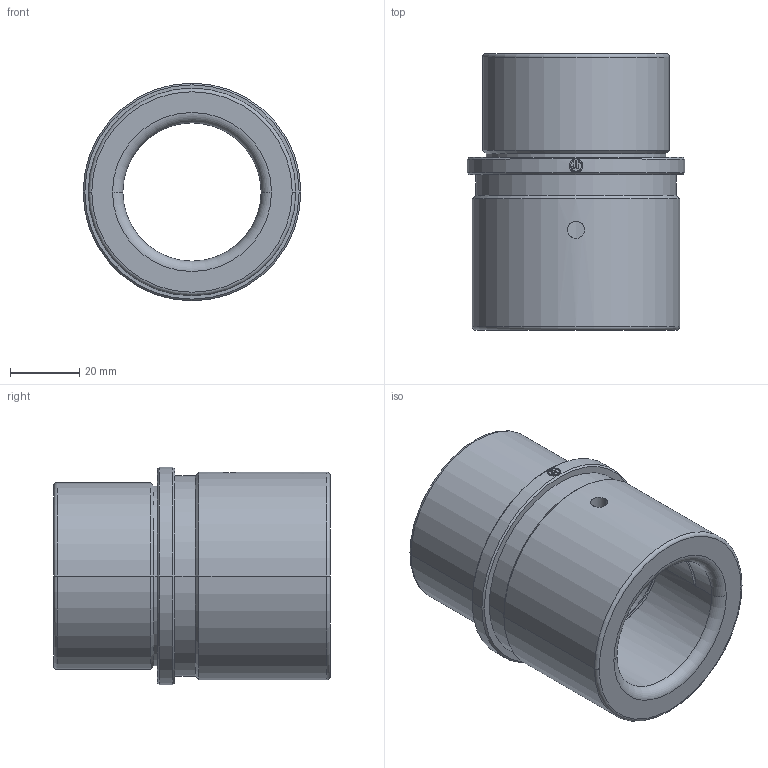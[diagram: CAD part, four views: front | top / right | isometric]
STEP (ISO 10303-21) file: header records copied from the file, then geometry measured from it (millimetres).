
FILE_DESCRIPTION (( 'STEP AP214' ), '1' );
FILE_NAME ('664QM-D40.STEP', '2021-11-08T02:20:50', ( '' ), ( '' ), 'SwSTEP 2.0', 'SolidWorks 2016', '' );
FILE_SCHEMA (( 'AUTOMOTIVE_DESIGN' ));
Length unit declared in the file: millimetre
Products named in the file (2): 664QM-D40
Bounding box: 63 x 80 x 63 mm (x, y, z)
Volume: 108536.7 mm3; surface area: 28549.3 mm2
Topology: 1 solids, 1 shells, 89 faces, 207 edges, 130 vertices
Faces by surface type: bspline 32, cylinder 25, plane 14, cone 10, torus 8
Entity records: 7406 total; most frequent: CARTESIAN_POINT 5622, ORIENTED_EDGE 402, DIRECTION 292, EDGE_CURVE 201, AXIS2_PLACEMENT_3D 123, VERTEX_POINT 118, EDGE_LOOP 97, B_SPLINE_CURVE_WITH_KNOTS 91
